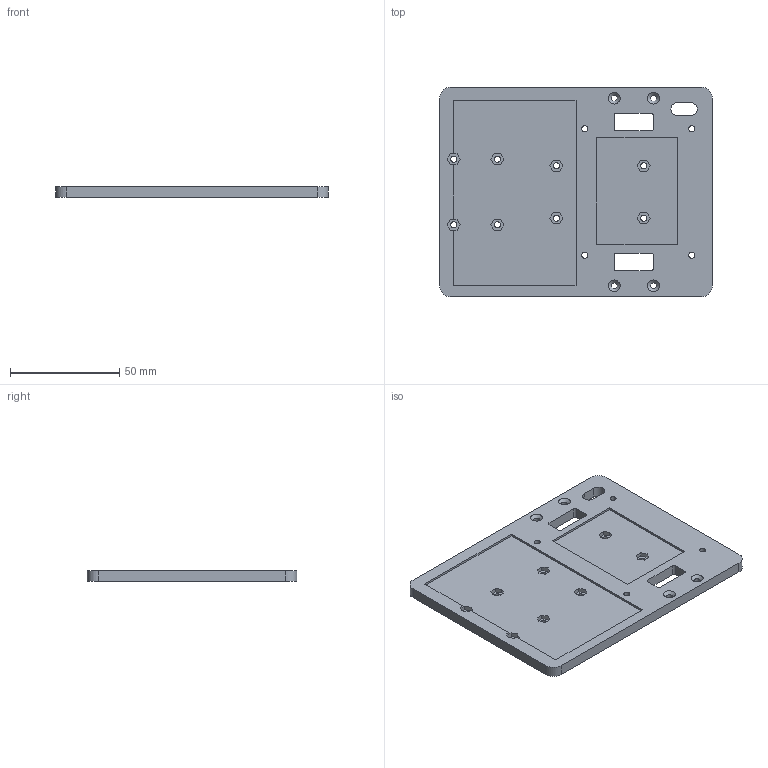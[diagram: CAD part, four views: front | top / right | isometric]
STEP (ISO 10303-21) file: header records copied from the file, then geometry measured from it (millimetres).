
FILE_DESCRIPTION(('FreeCAD Model'),'2;1');
FILE_NAME('Open CASCADE Shape Model','2025-10-06T09:32:35',('Author'),( ''),'Open CASCADE STEP processor 7.8','FreeCAD','Unknown');
FILE_SCHEMA(('AUTOMOTIVE_DESIGN { 1 0 10303 214 1 1 1 1 }'));
Length unit declared in the file: millimetre
Products named in the file (1): Base
Bounding box: 125 x 96 x 5 mm (x, y, z)
Volume: 50647.8 mm3; surface area: 27180.9 mm2
Topology: 1 solids, 1 shells, 146 faces, 392 edges, 260 vertices
Faces by surface type: plane 112, cylinder 30, cone 4
Full cylindrical faces by diameter (mm): 2.8 x16
Entity records: 4622 total; most frequent: CARTESIAN_POINT 803, ORIENTED_EDGE 784, DIRECTION 746, EDGE_CURVE 392, LINE 324, VECTOR 324, VERTEX_POINT 260, AXIS2_PLACEMENT_3D 211
